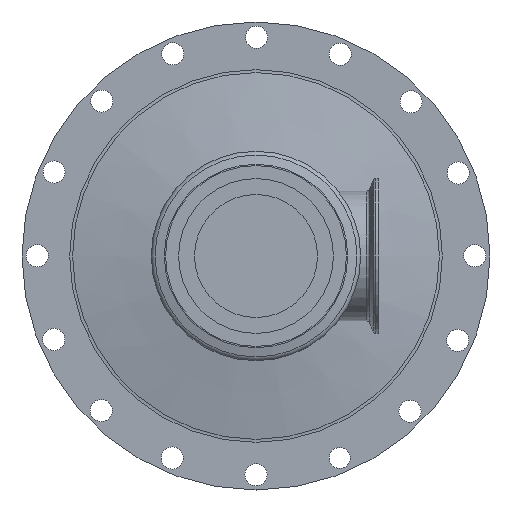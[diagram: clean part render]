
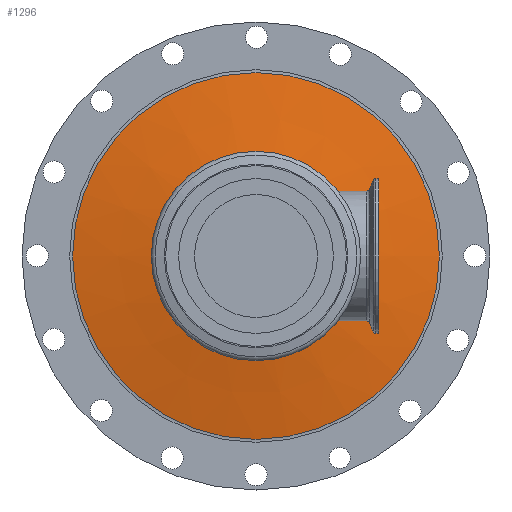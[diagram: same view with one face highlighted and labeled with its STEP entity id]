
A CAD part, front view. The second image highlights one B-rep face of the part: STEP entity #1296.
In plain terms, the highlighted conical face has half-angle 80 degrees and reference radius 81.257 mm.
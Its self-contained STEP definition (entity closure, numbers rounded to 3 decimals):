
#63=CONICAL_SURFACE('',#1502,81.257,1.396);
#156=FACE_OUTER_BOUND('',#266,.T.);
#266=EDGE_LOOP('',(#1114,#1115,#1116,#1117,#1118,#1119));
#318=LINE('',#2404,#361);
#361=VECTOR('',#1922,81.257);
#479=CIRCLE('',#1500,107.751);
#480=CIRCLE('',#1501,107.751);
#481=CIRCLE('',#1503,54.764);
#482=CIRCLE('',#1504,54.764);
#612=VERTEX_POINT('',#2394);
#613=VERTEX_POINT('',#2396);
#614=VERTEX_POINT('',#2400);
#615=VERTEX_POINT('',#2401);
#785=EDGE_CURVE('',#613,#612,#479,.T.);
#786=EDGE_CURVE('',#612,#613,#480,.T.);
#787=EDGE_CURVE('',#614,#615,#481,.T.);
#788=EDGE_CURVE('',#615,#614,#482,.T.);
#789=EDGE_CURVE('',#615,#613,#318,.T.);
#1114=ORIENTED_EDGE('',*,*,#787,.F.);
#1115=ORIENTED_EDGE('',*,*,#788,.F.);
#1116=ORIENTED_EDGE('',*,*,#789,.T.);
#1117=ORIENTED_EDGE('',*,*,#785,.T.);
#1118=ORIENTED_EDGE('',*,*,#786,.T.);
#1119=ORIENTED_EDGE('',*,*,#789,.F.);
#1296=ADVANCED_FACE('',(#156),#63,.T.);
#1500=AXIS2_PLACEMENT_3D('',#2397,#1912,#1913);
#1501=AXIS2_PLACEMENT_3D('',#2398,#1914,#1915);
#1502=AXIS2_PLACEMENT_3D('',#2399,#1916,#1917);
#1503=AXIS2_PLACEMENT_3D('',#2402,#1918,#1919);
#1504=AXIS2_PLACEMENT_3D('',#2403,#1920,#1921);
#1912=DIRECTION('center_axis',(0.,-1.,0.));
#1913=DIRECTION('ref_axis',(1.,0.,0.));
#1914=DIRECTION('center_axis',(0.,-1.,0.));
#1915=DIRECTION('ref_axis',(1.,0.,0.));
#1916=DIRECTION('center_axis',(0.,1.,0.));
#1917=DIRECTION('ref_axis',(-1.,0.,0.));
#1918=DIRECTION('center_axis',(0.,-1.,0.));
#1919=DIRECTION('ref_axis',(1.,0.,0.));
#1920=DIRECTION('center_axis',(0.,-1.,0.));
#1921=DIRECTION('ref_axis',(1.,0.,0.));
#1922=DIRECTION('',(0.985,0.174,0.));
#2394=CARTESIAN_POINT('',(0.,227.848,107.751));
#2396=CARTESIAN_POINT('',(107.751,227.848,0.));
#2397=CARTESIAN_POINT('Origin',(0.,227.848,0.));
#2398=CARTESIAN_POINT('Origin',(0.,227.848,0.));
#2399=CARTESIAN_POINT('Origin',(0.,223.177,0.));
#2400=CARTESIAN_POINT('',(0.,218.505,54.764));
#2401=CARTESIAN_POINT('',(54.764,218.505,0.));
#2402=CARTESIAN_POINT('Origin',(0.,218.505,0.));
#2403=CARTESIAN_POINT('Origin',(0.,218.505,0.));
#2404=CARTESIAN_POINT('',(81.257,223.177,0.));
